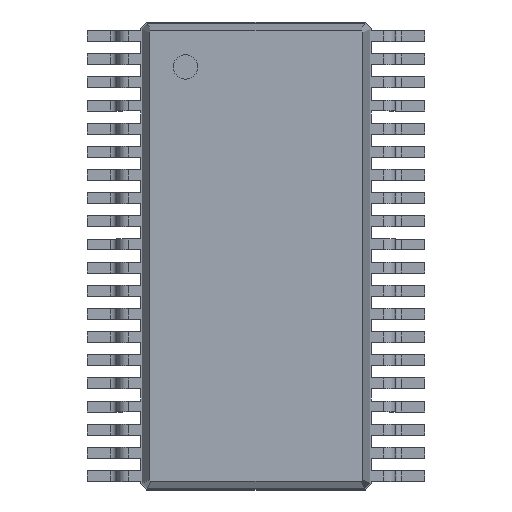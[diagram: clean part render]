
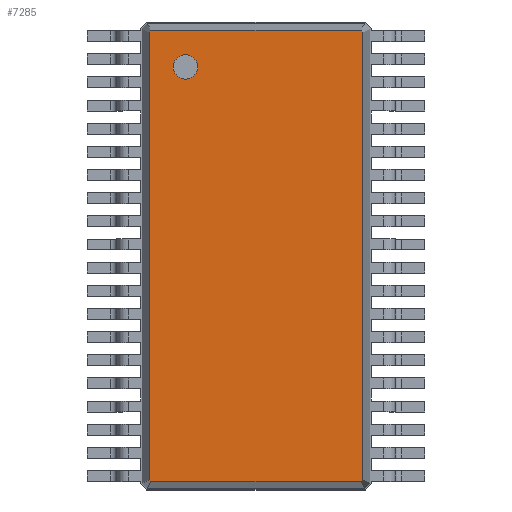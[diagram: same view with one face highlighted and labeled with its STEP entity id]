
A CAD part, top view. The second image highlights one B-rep face of the part: STEP entity #7285.
In plain terms, the highlighted planar face has unit normal (0, 0, 1).
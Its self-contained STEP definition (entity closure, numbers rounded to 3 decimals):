
#2488 = VERTEX_POINT('',#2489);
#2489 = CARTESIAN_POINT('',(3.519,-7.36,2.55));
#2494 = EDGE_CURVE('',#2495,#2488,#2497,.T.);
#2495 = VERTEX_POINT('',#2496);
#2496 = CARTESIAN_POINT('',(3.519,7.36,2.55));
#2497 = LINE('',#2498,#2499);
#2498 = CARTESIAN_POINT('',(3.519,7.36,2.55));
#2499 = VECTOR('',#2500,1.);
#2500 = DIRECTION('',(0.,-1.,0.));
#7268 = EDGE_CURVE('',#7269,#2495,#7271,.T.);
#7269 = VERTEX_POINT('',#7270);
#7270 = CARTESIAN_POINT('',(3.46,7.419,2.55));
#7271 = LINE('',#7272,#7273);
#7272 = CARTESIAN_POINT('',(3.46,7.419,2.55));
#7273 = VECTOR('',#7274,1.);
#7274 = DIRECTION('',(0.707,-0.707,0.));
#7285 = ADVANCED_FACE('',(#7286,#7336),#7347,.T.);
#7286 = FACE_BOUND('',#7287,.T.);
#7287 = EDGE_LOOP('',(#7288,#7296,#7304,#7312,#7320,#7328,#7334,#7335));
#7288 = ORIENTED_EDGE('',*,*,#7289,.F.);
#7289 = EDGE_CURVE('',#7290,#7269,#7292,.T.);
#7290 = VERTEX_POINT('',#7291);
#7291 = CARTESIAN_POINT('',(-3.46,7.419,2.55));
#7292 = LINE('',#7293,#7294);
#7293 = CARTESIAN_POINT('',(-3.46,7.419,2.55));
#7294 = VECTOR('',#7295,1.);
#7295 = DIRECTION('',(1.,0.,0.));
#7296 = ORIENTED_EDGE('',*,*,#7297,.F.);
#7297 = EDGE_CURVE('',#7298,#7290,#7300,.T.);
#7298 = VERTEX_POINT('',#7299);
#7299 = CARTESIAN_POINT('',(-3.519,7.36,2.55));
#7300 = LINE('',#7301,#7302);
#7301 = CARTESIAN_POINT('',(-3.519,7.36,2.55));
#7302 = VECTOR('',#7303,1.);
#7303 = DIRECTION('',(0.707,0.707,0.));
#7304 = ORIENTED_EDGE('',*,*,#7305,.F.);
#7305 = EDGE_CURVE('',#7306,#7298,#7308,.T.);
#7306 = VERTEX_POINT('',#7307);
#7307 = CARTESIAN_POINT('',(-3.519,-7.36,2.55));
#7308 = LINE('',#7309,#7310);
#7309 = CARTESIAN_POINT('',(-3.519,-7.36,2.55));
#7310 = VECTOR('',#7311,1.);
#7311 = DIRECTION('',(0.,1.,0.));
#7312 = ORIENTED_EDGE('',*,*,#7313,.F.);
#7313 = EDGE_CURVE('',#7314,#7306,#7316,.T.);
#7314 = VERTEX_POINT('',#7315);
#7315 = CARTESIAN_POINT('',(-3.46,-7.419,2.55));
#7316 = LINE('',#7317,#7318);
#7317 = CARTESIAN_POINT('',(-3.46,-7.419,2.55));
#7318 = VECTOR('',#7319,1.);
#7319 = DIRECTION('',(-0.707,0.707,0.));
#7320 = ORIENTED_EDGE('',*,*,#7321,.F.);
#7321 = EDGE_CURVE('',#7322,#7314,#7324,.T.);
#7322 = VERTEX_POINT('',#7323);
#7323 = CARTESIAN_POINT('',(3.46,-7.419,2.55));
#7324 = LINE('',#7325,#7326);
#7325 = CARTESIAN_POINT('',(3.46,-7.419,2.55));
#7326 = VECTOR('',#7327,1.);
#7327 = DIRECTION('',(-1.,0.,0.));
#7328 = ORIENTED_EDGE('',*,*,#7329,.F.);
#7329 = EDGE_CURVE('',#2488,#7322,#7330,.T.);
#7330 = LINE('',#7331,#7332);
#7331 = CARTESIAN_POINT('',(3.519,-7.36,2.55));
#7332 = VECTOR('',#7333,1.);
#7333 = DIRECTION('',(-0.707,-0.707,0.));
#7334 = ORIENTED_EDGE('',*,*,#2494,.F.);
#7335 = ORIENTED_EDGE('',*,*,#7268,.F.);
#7336 = FACE_BOUND('',#7337,.T.);
#7337 = EDGE_LOOP('',(#7338));
#7338 = ORIENTED_EDGE('',*,*,#7339,.F.);
#7339 = EDGE_CURVE('',#7340,#7340,#7342,.T.);
#7340 = VERTEX_POINT('',#7341);
#7341 = CARTESIAN_POINT('',(-2.319,5.819,2.55));
#7342 = CIRCLE('',#7343,0.4);
#7343 = AXIS2_PLACEMENT_3D('',#7344,#7345,#7346);
#7344 = CARTESIAN_POINT('',(-2.319,6.219,2.55));
#7345 = DIRECTION('',(0.,0.,1.));
#7346 = DIRECTION('',(0.,-1.,0.));
#7347 = PLANE('',#7348);
#7348 = AXIS2_PLACEMENT_3D('',#7349,#7350,#7351);
#7349 = CARTESIAN_POINT('',(-3.46,7.419,2.55));
#7350 = DIRECTION('',(0.,0.,1.));
#7351 = DIRECTION('',(0.423,-0.906,0.));
